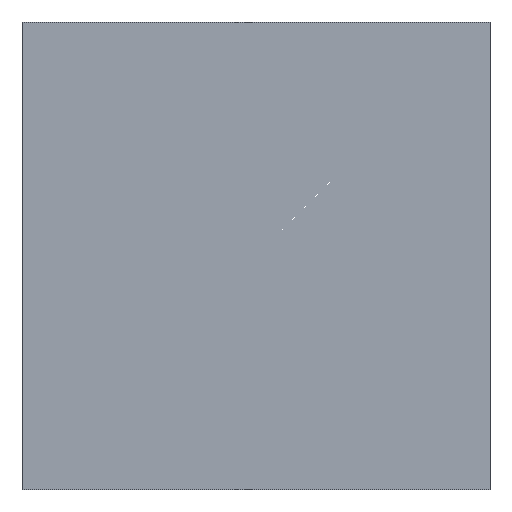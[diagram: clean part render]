
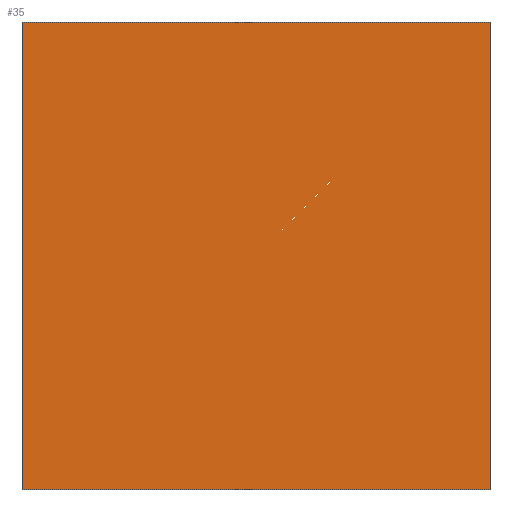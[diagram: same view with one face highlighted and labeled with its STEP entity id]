
A CAD part, front view. The second image highlights one B-rep face of the part: STEP entity #35.
In plain terms, the highlighted planar face has unit normal (0, -1, 0).
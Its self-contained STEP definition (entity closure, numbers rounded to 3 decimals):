
#6 = CARTESIAN_POINT ( 'NONE',  ( 1.5, 0., -1.5 ) ) ;
#8 = VECTOR ( 'NONE', #167, 1000. ) ;
#19 = CARTESIAN_POINT ( 'NONE',  ( -1.5, 0., -1.5 ) ) ;
#21 = CARTESIAN_POINT ( 'NONE',  ( 0., 0., 0. ) ) ;
#25 = CARTESIAN_POINT ( 'NONE',  ( 1.5, 0., -1.5 ) ) ;
#28 = EDGE_CURVE ( 'NONE', #104, #196, #43, .T. ) ;
#34 = VECTOR ( 'NONE', #161, 1000. ) ;
#35 = ADVANCED_FACE ( 'NONE', ( #152 ), #108, .F. ) ;
#39 = EDGE_CURVE ( 'NONE', #91, #104, #187, .T. ) ;
#43 = LINE ( 'NONE', #185, #184 ) ;
#53 = LINE ( 'NONE', #236, #34 ) ;
#54 = EDGE_CURVE ( 'NONE', #87, #91, #53, .T. ) ;
#57 = DIRECTION ( 'NONE',  ( 1., 0., 0. ) ) ;
#62 = DIRECTION ( 'NONE',  ( 0., 1., 0. ) ) ;
#75 = DIRECTION ( 'NONE',  ( 0., 0., 1. ) ) ;
#87 = VERTEX_POINT ( 'NONE', #19 ) ;
#89 = LINE ( 'NONE', #6, #8 ) ;
#91 = VERTEX_POINT ( 'NONE', #159 ) ;
#93 = DIRECTION ( 'NONE',  ( 0., 0., -1. ) ) ;
#104 = VERTEX_POINT ( 'NONE', #224 ) ;
#108 = PLANE ( 'NONE',  #213 ) ;
#124 = ORIENTED_EDGE ( 'NONE', *, *, #39, .F. ) ;
#140 = CARTESIAN_POINT ( 'NONE',  ( 1.5, 0., 1.5 ) ) ;
#152 = FACE_OUTER_BOUND ( 'NONE', #229, .T. ) ;
#159 = CARTESIAN_POINT ( 'NONE',  ( -1.5, 0., 1.5 ) ) ;
#161 = DIRECTION ( 'NONE',  ( 0., 0., 1. ) ) ;
#167 = DIRECTION ( 'NONE',  ( -1., 0., 0. ) ) ;
#176 = VECTOR ( 'NONE', #57, 1000. ) ;
#184 = VECTOR ( 'NONE', #93, 1000. ) ;
#185 = CARTESIAN_POINT ( 'NONE',  ( 1.5, 0., 1.5 ) ) ;
#187 = LINE ( 'NONE', #140, #176 ) ;
#196 = VERTEX_POINT ( 'NONE', #25 ) ;
#200 = ORIENTED_EDGE ( 'NONE', *, *, #28, .F. ) ;
#213 = AXIS2_PLACEMENT_3D ( 'NONE', #21, #62, #75 ) ;
#220 = EDGE_CURVE ( 'NONE', #196, #87, #89, .T. ) ;
#224 = CARTESIAN_POINT ( 'NONE',  ( 1.5, 0., 1.5 ) ) ;
#229 = EDGE_LOOP ( 'NONE', ( #237, #235, #200, #124 ) ) ;
#235 = ORIENTED_EDGE ( 'NONE', *, *, #220, .F. ) ;
#236 = CARTESIAN_POINT ( 'NONE',  ( -1.5, 0., 1.5 ) ) ;
#237 = ORIENTED_EDGE ( 'NONE', *, *, #54, .F. ) ;
